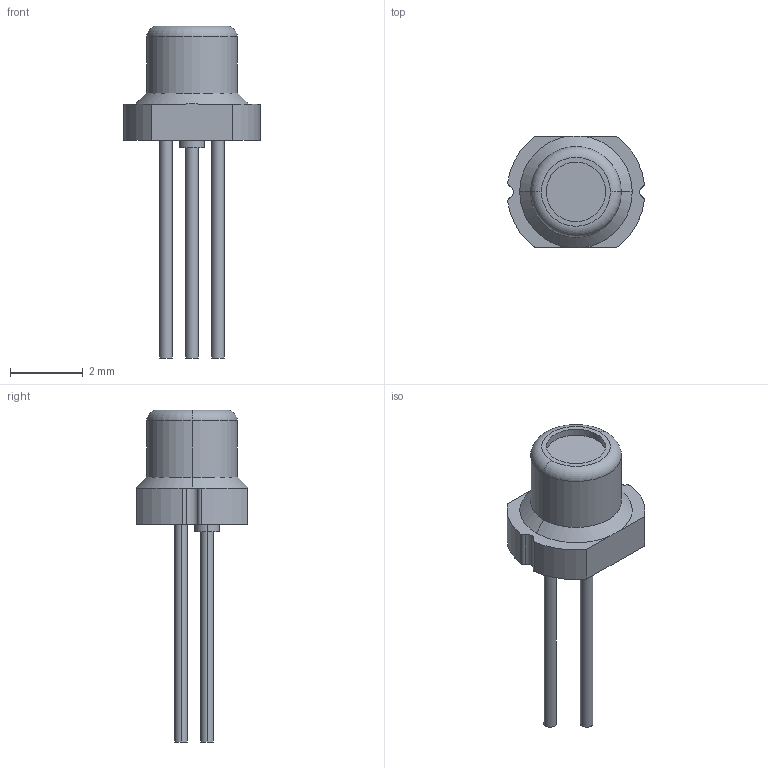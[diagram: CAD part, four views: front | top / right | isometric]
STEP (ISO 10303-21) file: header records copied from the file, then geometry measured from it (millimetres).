
FILE_DESCRIPTION (( 'STEP AP214' ), '1' );
FILE_NAME ('OSRAM_PL450B.STEP', '2022-02-14T14:45:03', ( '' ), ( '' ), 'SwSTEP 2.0', 'SolidWorks 2019', '' );
FILE_SCHEMA (( 'AUTOMOTIVE_DESIGN' ));
Length unit declared in the file: millimetre
Products named in the file (1): OSRAM_PL450B
Bounding box: 3.77 x 3.08 x 9.15 mm (x, y, z)
Volume: 22.3 mm3; surface area: 67.8 mm2
Topology: 1 solids, 1 shells, 40 faces, 95 edges, 62 vertices
Faces by surface type: cylinder 25, plane 11, torus 2, cone 2
Entity records: 1661 total; most frequent: DIRECTION 233, CARTESIAN_POINT 204, ORIENTED_EDGE 190, AXIS2_PLACEMENT_3D 99, EDGE_CURVE 95, VERTEX_POINT 62, CIRCLE 58, EDGE_LOOP 45
